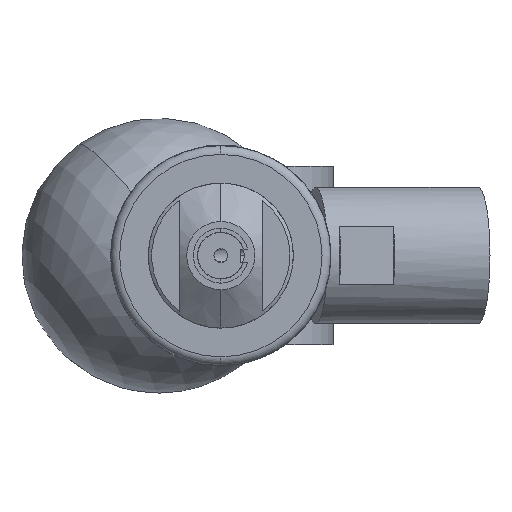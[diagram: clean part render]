
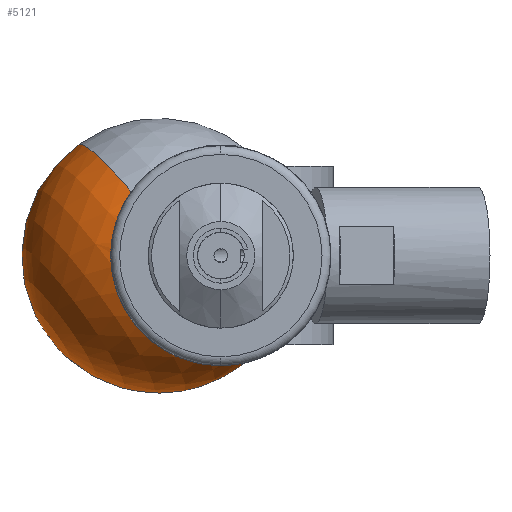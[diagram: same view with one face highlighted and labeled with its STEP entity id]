
A CAD part, left-side view. The second image highlights one B-rep face of the part: STEP entity #5121.
In plain terms, the highlighted spherical face has radius 15.875 mm.
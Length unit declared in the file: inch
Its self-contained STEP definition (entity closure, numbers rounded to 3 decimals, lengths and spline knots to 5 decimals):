
#1335 = VERTEX_POINT ( 'NONE', #7449 ) ;
#2542 = CARTESIAN_POINT ( 'NONE',  ( 6.60165, 0.19044, 0. ) ) ;
#2652 = CARTESIAN_POINT ( 'NONE',  ( 7.78472, 0.37782, 0. ) ) ;
#2965 = VERTEX_POINT ( 'NONE', #11559 ) ;
#3104 = EDGE_LOOP ( 'NONE', ( #8496, #11821, #10111, #11812 ) ) ;
#3464 = DIRECTION ( 'NONE',  ( 0.127, -0.801, 0.585 ) ) ;
#3738 = DIRECTION ( 'NONE',  ( -0.127, 0.801, -0.585 ) ) ;
#3794 = CARTESIAN_POINT ( 'NONE',  ( 6.56993, 0.39068, -0.14627 ) ) ;
#3944 = CIRCLE ( 'NONE', #13181, 0.25 ) ;
#4538 = CARTESIAN_POINT ( 'NONE',  ( 7.16742, 0.28004, 0. ) ) ;
#4657 = DIRECTION ( 'NONE',  ( 0.988, 0.156, 0. ) ) ;
#4768 = EDGE_CURVE ( 'NONE', #13964, #1335, #11710, .T. ) ;
#5121 = ADVANCED_FACE ( 'NONE', ( #5274 ), #14336, .T. ) ;
#5274 = FACE_OUTER_BOUND ( 'NONE', #3104, .T. ) ;
#6938 = AXIS2_PLACEMENT_3D ( 'NONE', #9543, #3738, #13814 ) ;
#6984 = EDGE_CURVE ( 'NONE', #12315, #2965, #3944, .T. ) ;
#7298 = EDGE_CURVE ( 'NONE', #13964, #2965, #10588, .T. ) ;
#7432 = AXIS2_PLACEMENT_3D ( 'NONE', #2542, #4657, #9328 ) ;
#7449 = CARTESIAN_POINT ( 'NONE',  ( 6.62453, 0.04597, -0.20274 ) ) ;
#7484 = DIRECTION ( 'NONE',  ( 0.127, -0.801, 0.585 ) ) ;
#8496 = ORIENTED_EDGE ( 'NONE', *, *, #7298, .F. ) ;
#9071 = DIRECTION ( 'NONE',  ( 0.127, -0.801, 0.585 ) ) ;
#9110 = AXIS2_PLACEMENT_3D ( 'NONE', #14260, #7484, #9678 ) ;
#9126 = AXIS2_PLACEMENT_3D ( 'NONE', #4538, #9071, #12325 ) ;
#9328 = DIRECTION ( 'NONE',  ( 0.127, -0.801, 0.585 ) ) ;
#9543 = CARTESIAN_POINT ( 'NONE',  ( 7.16742, 0.28004, 0. ) ) ;
#9678 = DIRECTION ( 'NONE',  ( 0.092, -0.578, -0.811 ) ) ;
#10111 = ORIENTED_EDGE ( 'NONE', *, *, #12986, .T. ) ;
#10588 = CIRCLE ( 'NONE', #9126, 0.625 ) ;
#11559 = CARTESIAN_POINT ( 'NONE',  ( 6.57877, 0.3349, 0.20274 ) ) ;
#11710 = CIRCLE ( 'NONE', #6938, 0.625 ) ;
#11812 = ORIENTED_EDGE ( 'NONE', *, *, #6984, .T. ) ;
#11821 = ORIENTED_EDGE ( 'NONE', *, *, #4768, .T. ) ;
#12315 = VERTEX_POINT ( 'NONE', #3794 ) ;
#12325 = DIRECTION ( 'NONE',  ( 0., -0.59, -0.808 ) ) ;
#12573 = CARTESIAN_POINT ( 'NONE',  ( 6.60165, 0.19044, 0. ) ) ;
#12892 = CIRCLE ( 'NONE', #7432, 0.25 ) ;
#12986 = EDGE_CURVE ( 'NONE', #1335, #12315, #12892, .T. ) ;
#13181 = AXIS2_PLACEMENT_3D ( 'NONE', #12573, #13536, #3464 ) ;
#13536 = DIRECTION ( 'NONE',  ( 0.988, 0.156, 0. ) ) ;
#13814 = DIRECTION ( 'NONE',  ( 0., 0.59, 0.808 ) ) ;
#13964 = VERTEX_POINT ( 'NONE', #2652 ) ;
#14260 = CARTESIAN_POINT ( 'NONE',  ( 7.16742, 0.28004, 0. ) ) ;
#14336 = SPHERICAL_SURFACE ( 'NONE', #9110, 0.625 ) ;
